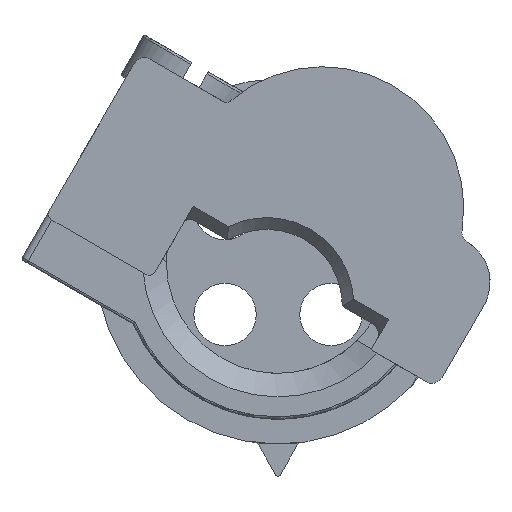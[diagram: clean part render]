
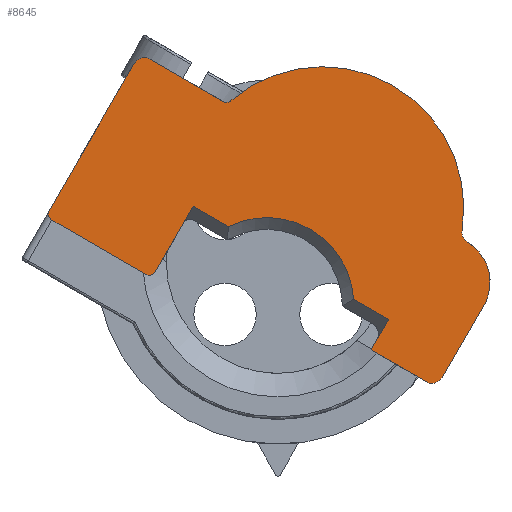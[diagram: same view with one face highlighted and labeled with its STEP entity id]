
A CAD part, front view. The second image highlights one B-rep face of the part: STEP entity #8645.
In plain terms, the highlighted planar face has unit normal (0, -1, 0).
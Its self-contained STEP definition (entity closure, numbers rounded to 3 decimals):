
#2555=CARTESIAN_POINT('',(-9.455,-34.55,2.024));
#2556=DIRECTION('',(0.,1.,0.));
#2557=DIRECTION('',(-0.5,0.,-0.866));
#2558=AXIS2_PLACEMENT_3D('',#2555,#2556,#2557);
#2560=DIRECTION('',(0.5,0.,0.866));
#2561=VECTOR('',#2560,7.2);
#2562=CARTESIAN_POINT('',(-9.715,-34.55,2.174));
#2563=LINE('',#2562,#2561);
#2564=CARTESIAN_POINT('',(-5.682,-34.55,8.159));
#2565=DIRECTION('',(0.,1.,0.));
#2566=DIRECTION('',(-0.866,0.,0.5));
#2567=AXIS2_PLACEMENT_3D('',#2564,#2565,#2566);
#2569=DIRECTION('',(0.866,0.,-0.5));
#2570=VECTOR('',#2569,3.562);
#2571=CARTESIAN_POINT('',(-5.432,-34.55,8.592));
#2572=LINE('',#2571,#2570);
#2573=CARTESIAN_POINT('',(-2.197,-34.55,7.071));
#2574=DIRECTION('',(0.,-1.,0.));
#2575=DIRECTION('',(-0.5,0.,-0.866));
#2576=AXIS2_PLACEMENT_3D('',#2573,#2574,#2575);
#2578=CARTESIAN_POINT('',(1.893,-34.55,2.279));
#2579=DIRECTION('',(0.,1.,0.));
#2580=DIRECTION('',(-0.649,0.,0.761));
#2581=AXIS2_PLACEMENT_3D('',#2578,#2579,#2580);
#2583=CARTESIAN_POINT('',(8.312,-34.55,1.257));
#2584=DIRECTION('',(0.,-1.,0.));
#2585=DIRECTION('',(-0.988,0.,0.157));
#2586=AXIS2_PLACEMENT_3D('',#2583,#2584,#2585);
#2588=CARTESIAN_POINT('',(7.009,-34.55,-0.876));
#2589=DIRECTION('',(0.,1.,0.));
#2590=DIRECTION('',(0.522,0.,0.853));
#2591=AXIS2_PLACEMENT_3D('',#2588,#2589,#2590);
#2593=DIRECTION('',(-0.5,0.,-0.866));
#2594=VECTOR('',#2593,3.696);
#2595=CARTESIAN_POINT('',(8.822,-34.55,-1.721));
#2596=LINE('',#2595,#2594);
#2597=CARTESIAN_POINT('',(6.541,-34.55,-4.671));
#2598=DIRECTION('',(0.,1.,0.));
#2599=DIRECTION('',(0.866,0.,-0.5));
#2600=AXIS2_PLACEMENT_3D('',#2597,#2598,#2599);
#2602=DIRECTION('',(-0.866,0.,0.5));
#2603=VECTOR('',#2602,2.7);
#2604=CARTESIAN_POINT('',(6.291,-34.55,-5.104));
#2605=LINE('',#2604,#2603);
#2606=DIRECTION('',(0.5,0.,0.866));
#2607=VECTOR('',#2606,1.5);
#2608=CARTESIAN_POINT('',(3.952,-34.55,-3.754));
#2609=LINE('',#2608,#2607);
#2610=DIRECTION('',(-0.866,0.,0.5));
#2611=VECTOR('',#2610,1.719);
#2612=CARTESIAN_POINT('',(4.702,-34.55,
-2.455));
#2613=LINE('',#2612,#2611);
#2614=CARTESIAN_POINT('',(-0.479,-34.55,-1.83));
#2615=DIRECTION('',(0.,-1.,0.));
#2616=DIRECTION('',(0.998,0.,0.063));
#2617=AXIS2_PLACEMENT_3D('',#2614,#2615,#2616);
#2619=CARTESIAN_POINT('',(-0.479,-34.55,-1.83));
#2620=DIRECTION('',(0.,-1.,0.));
#2621=DIRECTION('',(0.5,0.,0.866));
#2622=AXIS2_PLACEMENT_3D('',#2619,#2620,#2621);
#2624=DIRECTION('',(-0.866,0.,0.5));
#2625=VECTOR('',#2624,1.719);
#2626=CARTESIAN_POINT('',(-2.122,-34.55,
1.485));
#2627=LINE('',#2626,#2625);
#2628=DIRECTION('',(-0.5,0.,-0.866));
#2629=VECTOR('',#2628,3.2);
#2630=CARTESIAN_POINT('',(-3.611,-34.55,
2.345));
#2631=LINE('',#2630,#2629);
#2632=CARTESIAN_POINT('',(-5.471,-34.55,-0.276));
#2633=DIRECTION('',(0.,1.,0.));
#2634=DIRECTION('',(0.866,0.,-0.5));
#2635=AXIS2_PLACEMENT_3D('',#2632,#2633,#2634);
#2637=DIRECTION('',(-0.866,0.,0.5));
#2638=VECTOR('',#2637,4.6);
#2639=CARTESIAN_POINT('',(-5.621,-34.55,-0.536));
#2640=LINE('',#2639,#2638);
#5216=CARTESIAN_POINT('',(4.702,-34.55,
-2.455));
#5217=VERTEX_POINT('',#5216);
#5218=CARTESIAN_POINT('',(3.952,-34.55,-3.754));
#5219=VERTEX_POINT('',#5218);
#5220=CARTESIAN_POINT('',(6.291,-34.55,-5.104));
#5221=VERTEX_POINT('',#5220);
#5224=CARTESIAN_POINT('',(-9.605,-34.55,1.764));
#5225=CARTESIAN_POINT('',(-9.715,-34.55,2.174));
#5226=VERTEX_POINT('',#5224);
#5227=VERTEX_POINT('',#5225);
#5228=CARTESIAN_POINT('',(-6.115,-34.55,8.409));
#5229=VERTEX_POINT('',#5228);
#5230=CARTESIAN_POINT('',(-5.432,-34.55,8.592));
#5231=VERTEX_POINT('',#5230);
#5232=CARTESIAN_POINT('',(-2.347,-34.55,6.811));
#5233=VERTEX_POINT('',#5232);
#5234=CARTESIAN_POINT('',(-2.002,-34.55,6.843));
#5235=VERTEX_POINT('',#5234);
#5236=CARTESIAN_POINT('',(7.819,-34.55,1.336));
#5237=VERTEX_POINT('',#5236);
#5238=CARTESIAN_POINT('',(8.052,-34.55,0.83));
#5239=VERTEX_POINT('',#5238);
#5240=CARTESIAN_POINT('',(8.822,-34.55,-1.721));
#5241=VERTEX_POINT('',#5240);
#5242=CARTESIAN_POINT('',(6.974,-34.55,-4.921));
#5243=VERTEX_POINT('',#5242);
#5244=CARTESIAN_POINT('',(3.213,-34.55,
-1.596));
#5245=VERTEX_POINT('',#5244);
#5246=CARTESIAN_POINT('',(1.371,-34.55,1.374));
#5247=CARTESIAN_POINT('',(-2.122,-34.55,1.485));
#5248=VERTEX_POINT('',#5246);
#5249=VERTEX_POINT('',#5247);
#5250=CARTESIAN_POINT('',(-3.611,-34.55,
2.345));
#5251=VERTEX_POINT('',#5250);
#5252=CARTESIAN_POINT('',(-5.211,-34.55,-0.426));
#5253=VERTEX_POINT('',#5252);
#5254=CARTESIAN_POINT('',(-5.621,-34.55,-0.536));
#5255=VERTEX_POINT('',#5254);
#8603=CARTESIAN_POINT('',(1.893,-34.55,2.279));
#8604=DIRECTION('',(0.,-1.,0.));
#8605=DIRECTION('',(0.866,0.,-0.5));
#8606=AXIS2_PLACEMENT_3D('',#8603,#8604,#8605);
#8607=PLANE('',#8606);
#8609=ORIENTED_EDGE('',*,*,#8608,.T.);
#8610=ORIENTED_EDGE('',*,*,#8404,.T.);
#8611=ORIENTED_EDGE('',*,*,#8597,.T.);
#8612=ORIENTED_EDGE('',*,*,#8568,.T.);
#8614=ORIENTED_EDGE('',*,*,#8613,.T.);
#8616=ORIENTED_EDGE('',*,*,#8615,.T.);
#8618=ORIENTED_EDGE('',*,*,#8617,.T.);
#8620=ORIENTED_EDGE('',*,*,#8619,.T.);
#8622=ORIENTED_EDGE('',*,*,#8621,.T.);
#8624=ORIENTED_EDGE('',*,*,#8623,.T.);
#8626=ORIENTED_EDGE('',*,*,#8625,.T.);
#8628=ORIENTED_EDGE('',*,*,#8627,.T.);
#8630=ORIENTED_EDGE('',*,*,#8629,.T.);
#8632=ORIENTED_EDGE('',*,*,#8631,.T.);
#8634=ORIENTED_EDGE('',*,*,#8633,.T.);
#8636=ORIENTED_EDGE('',*,*,#8635,.T.);
#8638=ORIENTED_EDGE('',*,*,#8637,.T.);
#8640=ORIENTED_EDGE('',*,*,#8639,.T.);
#8642=ORIENTED_EDGE('',*,*,#8641,.T.);
#8643=EDGE_LOOP('',(#8609,#8610,#8611,#8612,#8614,#8616,#8618,#8620,#8622,#8624,
#8626,#8628,#8630,#8632,#8634,#8636,#8638,#8640,#8642));
#8644=FACE_OUTER_BOUND('',#8643,.F.);
#8645=ADVANCED_FACE('',(#8644),#8607,.T.);
#2559=CIRCLE('',#2558,0.3);
#2568=CIRCLE('',#2567,0.5);
#2577=CIRCLE('',#2576,0.3);
#2582=CIRCLE('',#2581,6.);
#2587=CIRCLE('',#2586,0.5);
#2592=CIRCLE('',#2591,2.);
#2601=CIRCLE('',#2600,0.5);
#2618=CIRCLE('',#2617,3.7);
#2623=CIRCLE('',#2622,3.7);
#2636=CIRCLE('',#2635,0.3);
#8404=EDGE_CURVE('',#5227,#5229,#2563,.T.);
#8568=EDGE_CURVE('',#5231,#5233,#2572,.T.);
#8597=EDGE_CURVE('',#5229,#5231,#2568,.T.);
#8608=EDGE_CURVE('',#5226,#5227,#2559,.T.);
#8613=EDGE_CURVE('',#5233,#5235,#2577,.T.);
#8615=EDGE_CURVE('',#5235,#5237,#2582,.T.);
#8617=EDGE_CURVE('',#5237,#5239,#2587,.T.);
#8619=EDGE_CURVE('',#5239,#5241,#2592,.T.);
#8621=EDGE_CURVE('',#5241,#5243,#2596,.T.);
#8623=EDGE_CURVE('',#5243,#5221,#2601,.T.);
#8625=EDGE_CURVE('',#5221,#5219,#2605,.T.);
#8627=EDGE_CURVE('',#5219,#5217,#2609,.T.);
#8629=EDGE_CURVE('',#5217,#5245,#2613,.T.);
#8631=EDGE_CURVE('',#5245,#5248,#2618,.T.);
#8633=EDGE_CURVE('',#5248,#5249,#2623,.T.);
#8635=EDGE_CURVE('',#5249,#5251,#2627,.T.);
#8637=EDGE_CURVE('',#5251,#5253,#2631,.T.);
#8639=EDGE_CURVE('',#5253,#5255,#2636,.T.);
#8641=EDGE_CURVE('',#5255,#5226,#2640,.T.);
